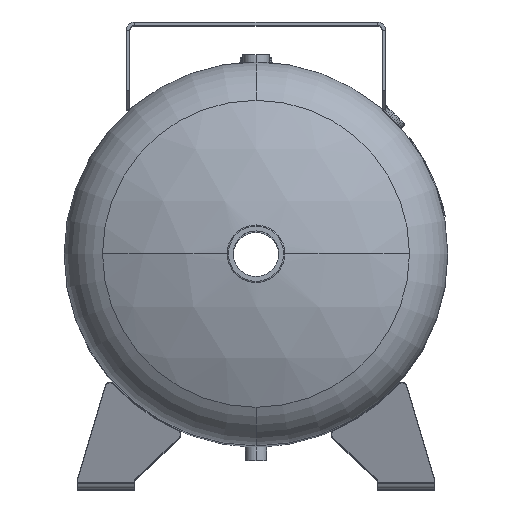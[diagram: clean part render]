
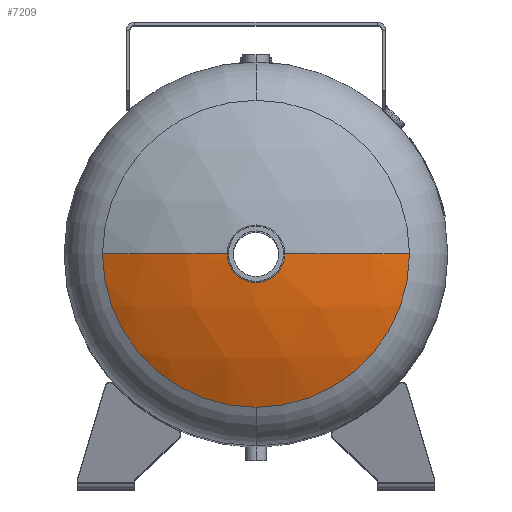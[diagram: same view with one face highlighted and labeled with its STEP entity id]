
A CAD part, top view. The second image highlights one B-rep face of the part: STEP entity #7209.
In plain terms, the highlighted spherical face has radius 457.2 mm.
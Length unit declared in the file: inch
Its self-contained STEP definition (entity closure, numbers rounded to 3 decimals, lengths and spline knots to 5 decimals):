
#211 = ORIENTED_EDGE ( 'NONE', *, *, #9900, .F. ) ;
#224 = EDGE_LOOP ( 'NONE', ( #211, #3084, #11388, #9506, #6973 ) ) ;
#432 = CIRCLE ( 'NONE', #11191, 18. ) ;
#920 = VERTEX_POINT ( 'NONE', #961 ) ;
#961 = CARTESIAN_POINT ( 'NONE',  ( -8., 5.13688, 0. ) ) ;
#1057 = CARTESIAN_POINT ( 'NONE',  ( -1.375, 6.95977, 0. ) ) ;
#1236 = DIRECTION ( 'NONE',  ( 0., -1., 0. ) ) ;
#1359 = CIRCLE ( 'NONE', #8136, 18. ) ;
#1910 = EDGE_CURVE ( 'NONE', #5570, #8819, #432, .T. ) ;
#2989 = EDGE_CURVE ( 'NONE', #3188, #920, #1359, .T. ) ;
#3084 = ORIENTED_EDGE ( 'NONE', *, *, #2989, .T. ) ;
#3188 = VERTEX_POINT ( 'NONE', #1057 ) ;
#3310 = VERTEX_POINT ( 'NONE', #3748 ) ;
#3342 = DIRECTION ( 'NONE',  ( 0., 0., -1. ) ) ;
#3748 = CARTESIAN_POINT ( 'NONE',  ( 0., 5.13688, 8. ) ) ;
#3960 = CARTESIAN_POINT ( 'NONE',  ( 8., 5.13688, 0. ) ) ;
#4753 = CIRCLE ( 'NONE', #12739, 1.375 ) ;
#5570 = VERTEX_POINT ( 'NONE', #5944 ) ;
#5944 = CARTESIAN_POINT ( 'NONE',  ( 1.375, 6.95977, 0. ) ) ;
#5966 = CARTESIAN_POINT ( 'NONE',  ( 0., -10.98764, 0. ) ) ;
#6284 = FACE_OUTER_BOUND ( 'NONE', #224, .T. ) ;
#6285 = CIRCLE ( 'NONE', #11443, 8. ) ;
#6295 = EDGE_CURVE ( 'NONE', #8819, #3310, #13428, .T. ) ;
#6747 = DIRECTION ( 'NONE',  ( 0., 0., -1. ) ) ;
#6973 = ORIENTED_EDGE ( 'NONE', *, *, #1910, .F. ) ;
#7209 = ADVANCED_FACE ( 'NONE', ( #6284 ), #7513, .T. ) ;
#7513 = SPHERICAL_SURFACE ( 'NONE', #11201, 18. ) ;
#8136 = AXIS2_PLACEMENT_3D ( 'NONE', #9984, #10125, #13512 ) ;
#8819 = VERTEX_POINT ( 'NONE', #3960 ) ;
#9255 = CARTESIAN_POINT ( 'NONE',  ( 0., 6.95977, 0. ) ) ;
#9506 = ORIENTED_EDGE ( 'NONE', *, *, #6295, .F. ) ;
#9662 = CARTESIAN_POINT ( 'NONE',  ( 0., -10.98764, 0. ) ) ;
#9900 = EDGE_CURVE ( 'NONE', #3188, #5570, #4753, .T. ) ;
#9984 = CARTESIAN_POINT ( 'NONE',  ( 0., -10.98764, 0. ) ) ;
#10125 = DIRECTION ( 'NONE',  ( 0., 0., 1. ) ) ;
#10376 = EDGE_CURVE ( 'NONE', #3310, #920, #6285, .T. ) ;
#11191 = AXIS2_PLACEMENT_3D ( 'NONE', #5966, #11476, #12597 ) ;
#11201 = AXIS2_PLACEMENT_3D ( 'NONE', #9662, #14150, #13061 ) ;
#11388 = ORIENTED_EDGE ( 'NONE', *, *, #10376, .F. ) ;
#11443 = AXIS2_PLACEMENT_3D ( 'NONE', #12395, #1236, #3342 ) ;
#11476 = DIRECTION ( 'NONE',  ( 0., 0., -1. ) ) ;
#11868 = DIRECTION ( 'NONE',  ( 0., -1., 0. ) ) ;
#12395 = CARTESIAN_POINT ( 'NONE',  ( 0., 5.13688, 0. ) ) ;
#12597 = DIRECTION ( 'NONE',  ( -1., 0., 0. ) ) ;
#12647 = DIRECTION ( 'NONE',  ( 0., 1., 0. ) ) ;
#12723 = AXIS2_PLACEMENT_3D ( 'NONE', #14066, #11868, #13413 ) ;
#12739 = AXIS2_PLACEMENT_3D ( 'NONE', #9255, #12647, #6747 ) ;
#13061 = DIRECTION ( 'NONE',  ( 1., 0., 0. ) ) ;
#13413 = DIRECTION ( 'NONE',  ( 0., 0., -1. ) ) ;
#13428 = CIRCLE ( 'NONE', #12723, 8. ) ;
#13512 = DIRECTION ( 'NONE',  ( 1., 0., 0. ) ) ;
#14066 = CARTESIAN_POINT ( 'NONE',  ( 0., 5.13688, 0. ) ) ;
#14150 = DIRECTION ( 'NONE',  ( 0., 0., 1. ) ) ;
